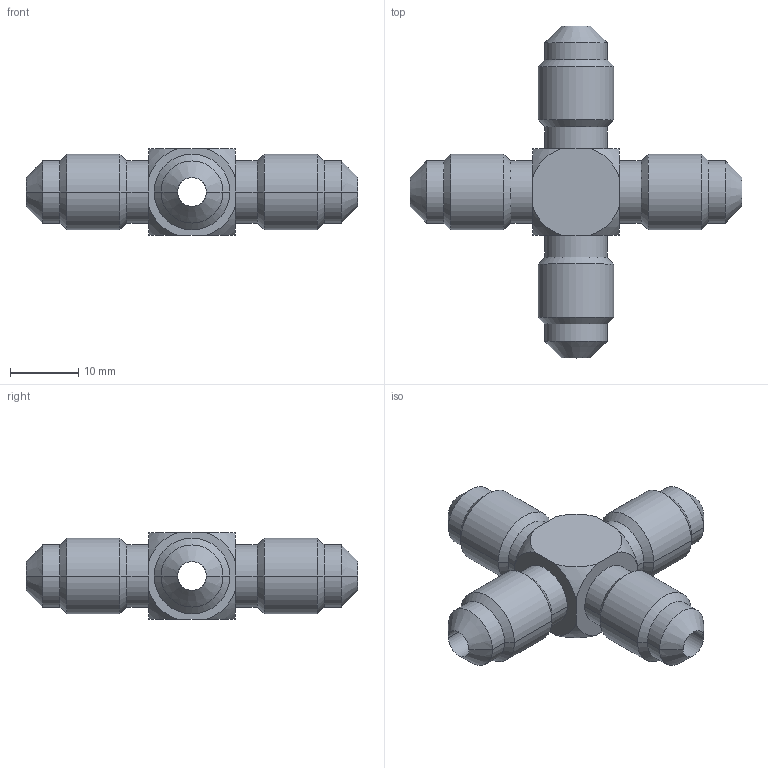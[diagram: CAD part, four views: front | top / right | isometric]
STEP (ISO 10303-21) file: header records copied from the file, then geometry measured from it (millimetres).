
FILE_DESCRIPTION((''),'2;1');
FILE_NAME('ILC30305544','2005-08-23T',('KR'),(''),'PRO/ENGINEER BY PARAMETRIC TECHNOLOGY CORPORATION, 2004290','PRO/ENGINEER BY PARAMETRIC TECHNOLOGY CORPORATION, 2004290','');
FILE_SCHEMA(('AUTOMOTIVE_DESIGN_CC2 { 1 2 10303 214 -1 1 5 2 }'));
Length unit declared in the file: inch
Products named in the file (1): ILC30305544
Bounding box: 48.54 x 48.54 x 12.7 mm (x, y, z)
Volume: 6179 mm3; surface area: 4255 mm2
Topology: 1 solids, 1 shells, 70 faces, 156 edges, 86 vertices
Faces by surface type: cylinder 32, cone 24, sphere 8, plane 6
Entity records: 2577 total; most frequent: CARTESIAN_POINT 386, DIRECTION 368, ORIENTED_EDGE 312, PRESENTATION_STYLE_ASSIGNMENT 157, STYLED_ITEM 157, CURVE_STYLE 156, EDGE_CURVE 156, AXIS2_PLACEMENT_3D 150
